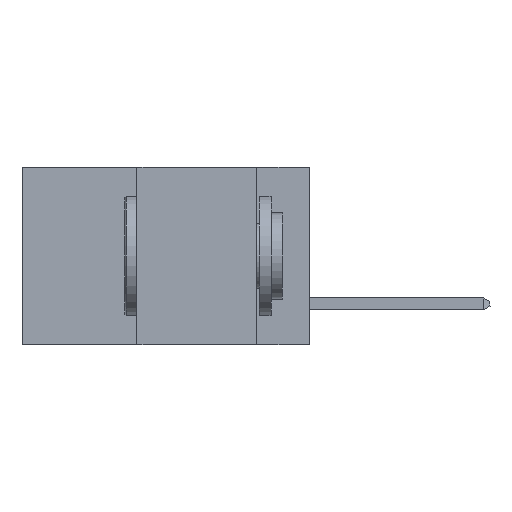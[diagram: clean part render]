
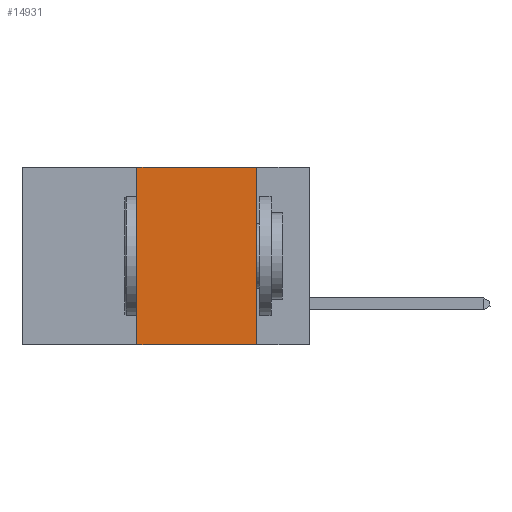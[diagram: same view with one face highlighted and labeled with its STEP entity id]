
A CAD part, left-side view. The second image highlights one B-rep face of the part: STEP entity #14931.
In plain terms, the highlighted planar face has unit normal (-1, 0, 0).
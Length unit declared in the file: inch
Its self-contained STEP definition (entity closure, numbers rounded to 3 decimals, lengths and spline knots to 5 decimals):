
#659 = DIRECTION ( 'NONE',  ( 1., 0., 0. ) ) ;
#662 = VERTEX_POINT ( 'NONE', #800 ) ;
#800 = CARTESIAN_POINT ( 'NONE',  ( 0., 0.11, -0.37 ) ) ;
#980 = VERTEX_POINT ( 'NONE', #8721 ) ;
#1291 = ORIENTED_EDGE ( 'NONE', *, *, #6682, .T. ) ;
#1421 = DIRECTION ( 'NONE',  ( 0., -1., 0. ) ) ;
#2130 = EDGE_LOOP ( 'NONE', ( #16309, #10264, #11631, #1291 ) ) ;
#3237 = CARTESIAN_POINT ( 'NONE',  ( 0., 0.36, 0. ) ) ;
#3300 = DIRECTION ( 'NONE',  ( 0., 0., 1. ) ) ;
#3302 = CARTESIAN_POINT ( 'NONE',  ( 0., 0.6, 0. ) ) ;
#3391 = PLANE ( 'NONE',  #6151 ) ;
#4205 = DIRECTION ( 'NONE',  ( 0., 0., -1. ) ) ;
#4386 = CARTESIAN_POINT ( 'NONE',  ( 0., 0.6, 0. ) ) ;
#4509 = CARTESIAN_POINT ( 'NONE',  ( 0., 0.36, 0. ) ) ;
#4690 = EDGE_CURVE ( 'NONE', #980, #662, #14237, .T. ) ;
#6151 = AXIS2_PLACEMENT_3D ( 'NONE', #4386, #659, #9548 ) ;
#6682 = EDGE_CURVE ( 'NONE', #13504, #662, #7333, .T. ) ;
#6954 = VECTOR ( 'NONE', #1421, 39.37008 ) ;
#7141 = FACE_OUTER_BOUND ( 'NONE', #2130, .T. ) ;
#7333 = LINE ( 'NONE', #16341, #6954 ) ;
#8550 = DIRECTION ( 'NONE',  ( 0., -1., 0. ) ) ;
#8705 = LINE ( 'NONE', #3302, #10685 ) ;
#8721 = CARTESIAN_POINT ( 'NONE',  ( 0., 0.11, 0. ) ) ;
#9368 = EDGE_CURVE ( 'NONE', #13504, #14923, #13971, .T. ) ;
#9548 = DIRECTION ( 'NONE',  ( 0., 0., -1. ) ) ;
#10264 = ORIENTED_EDGE ( 'NONE', *, *, #11974, .F. ) ;
#10614 = VECTOR ( 'NONE', #3300, 39.37008 ) ;
#10685 = VECTOR ( 'NONE', #8550, 39.37008 ) ;
#11631 = ORIENTED_EDGE ( 'NONE', *, *, #9368, .F. ) ;
#11974 = EDGE_CURVE ( 'NONE', #14923, #980, #8705, .T. ) ;
#12683 = CARTESIAN_POINT ( 'NONE',  ( 0., 0.36, -0.37 ) ) ;
#13061 = VECTOR ( 'NONE', #4205, 39.37008 ) ;
#13504 = VERTEX_POINT ( 'NONE', #12683 ) ;
#13971 = LINE ( 'NONE', #3237, #10614 ) ;
#14237 = LINE ( 'NONE', #15432, #13061 ) ;
#14923 = VERTEX_POINT ( 'NONE', #4509 ) ;
#14931 = ADVANCED_FACE ( 'NONE', ( #7141 ), #3391, .F. ) ;
#15432 = CARTESIAN_POINT ( 'NONE',  ( 0., 0.11, 0. ) ) ;
#16309 = ORIENTED_EDGE ( 'NONE', *, *, #4690, .F. ) ;
#16341 = CARTESIAN_POINT ( 'NONE',  ( 0., 0.6, -0.37 ) ) ;
